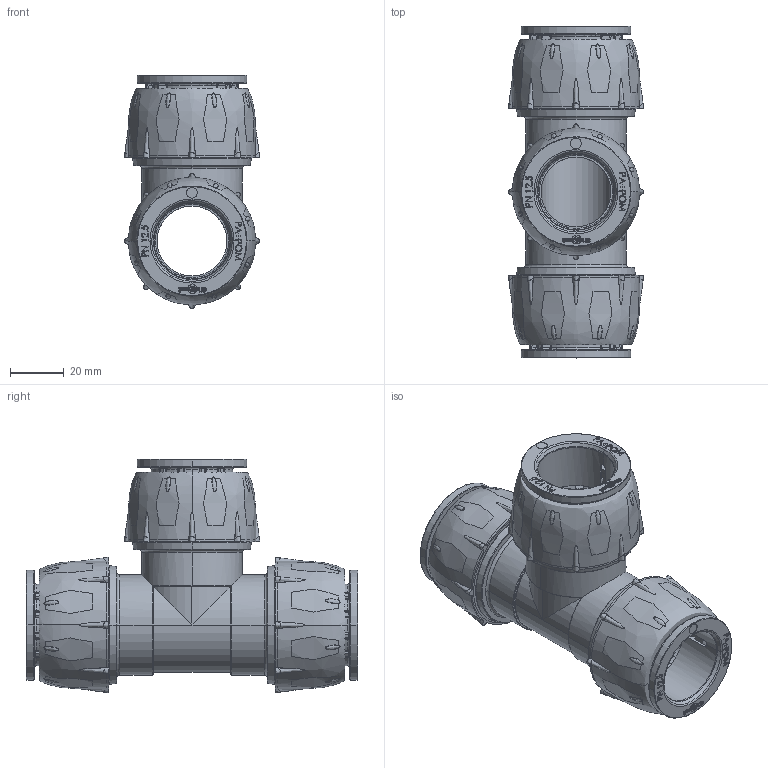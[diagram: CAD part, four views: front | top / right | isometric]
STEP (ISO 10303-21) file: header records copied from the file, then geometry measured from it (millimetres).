
FILE_DESCRIPTION (( 'STEP AP214' ), '1' );
FILE_NAME ('R214.028.000.STEP', '2019-10-24T14:58:34', ( '' ), ( '' ), 'SwSTEP 2.0', 'SolidWorks 2018', '' );
FILE_SCHEMA (( 'AUTOMOTIVE_DESIGN' ));
Length unit declared in the file: millimetre
Products named in the file (7): OR_27.4x2.7; R209.028.003; R209.028.002; R214.028.000; R2016.028.000; R214.028.000-L; R209.028.001
Assembly tree (16 placements, depth 2):
  R214.028.000
    R214.028.000-L
    OR_27.4x2.7  x3
    R209.028.001  x3
    R209.028.002  x3
    R209.028.003  x3
    R2016.028.000  x3
Bounding box: 50.61 x 123.7 x 87.15 mm (x, y, z)
Volume: 110527.3 mm3; surface area: 87248.8 mm2
Topology: 16 solids, 40 shells, 2658 faces, 7069 edges, 4544 vertices
Faces by surface type: bspline 1089, plane 679, cylinder 436, torus 247, cone 183, sphere 24
Entity records: 53669 total; most frequent: CARTESIAN_POINT 32790, ORIENTED_EDGE 4958, DIRECTION 3290, EDGE_CURVE 2479, VERTEX_POINT 1610, AXIS2_PLACEMENT_3D 1284, B_SPLINE_CURVE_WITH_KNOTS 1050, EDGE_LOOP 1029
